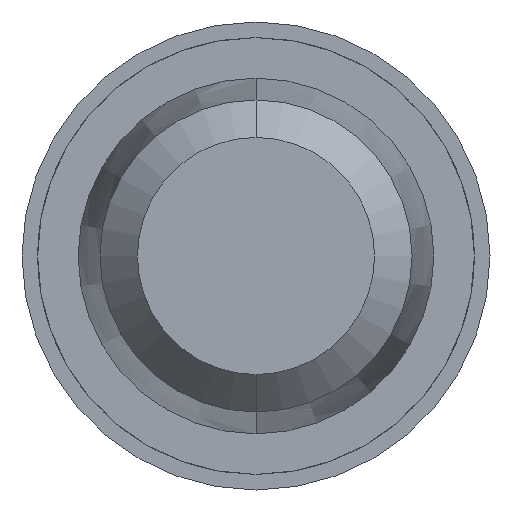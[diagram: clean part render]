
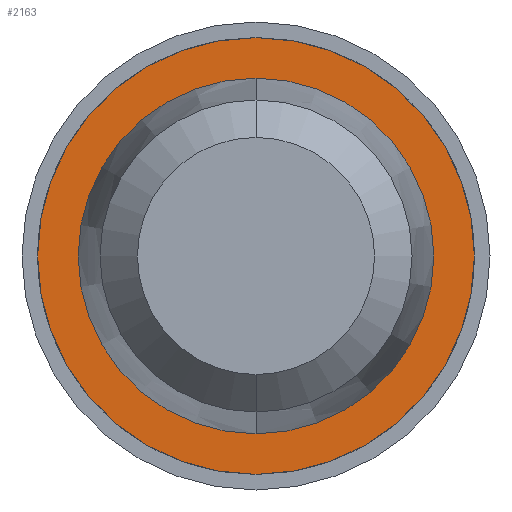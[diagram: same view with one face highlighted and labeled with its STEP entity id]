
A CAD part, front view. The second image highlights one B-rep face of the part: STEP entity #2163.
In plain terms, the highlighted planar face has unit normal (0, -1, 0).
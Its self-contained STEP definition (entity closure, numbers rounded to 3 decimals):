
#5 = CARTESIAN_POINT ( 'NONE',  ( 0., 26., 0.7 ) ) ;
#146 = CARTESIAN_POINT ( 'NONE',  ( 0., 26., -0.57 ) ) ;
#186 = CIRCLE ( 'NONE', #778, 0.7 ) ;
#235 = DIRECTION ( 'NONE',  ( 0., -1., 0. ) ) ;
#485 = CIRCLE ( 'NONE', #3467, 0.57 ) ;
#562 = EDGE_LOOP ( 'NONE', ( #1815, #3957 ) ) ;
#567 = DIRECTION ( 'NONE',  ( 0., 0., -1. ) ) ;
#778 = AXIS2_PLACEMENT_3D ( 'NONE', #1175, #235, #1844 ) ;
#804 = CIRCLE ( 'NONE', #2488, 0.7 ) ;
#953 = DIRECTION ( 'NONE',  ( 0., 0., -1. ) ) ;
#1084 = DIRECTION ( 'NONE',  ( 0., 0., -1. ) ) ;
#1120 = CARTESIAN_POINT ( 'NONE',  ( 0., 26., 0. ) ) ;
#1122 = ORIENTED_EDGE ( 'NONE', *, *, #3057, .F. ) ;
#1175 = CARTESIAN_POINT ( 'NONE',  ( 0., 26., 0. ) ) ;
#1257 = DIRECTION ( 'NONE',  ( 0., -1., 0. ) ) ;
#1568 = CARTESIAN_POINT ( 'NONE',  ( 0.57, 26., 0. ) ) ;
#1702 = EDGE_LOOP ( 'NONE', ( #1122, #2312 ) ) ;
#1815 = ORIENTED_EDGE ( 'NONE', *, *, #2164, .T. ) ;
#1844 = DIRECTION ( 'NONE',  ( 0., 0., -1. ) ) ;
#1859 = AXIS2_PLACEMENT_3D ( 'NONE', #1568, #1257, #567 ) ;
#1962 = EDGE_CURVE ( 'Defeature ausgef�hrt2_13+Defeature ausgef�hrt2_14+Defeature ausgef�hrt2_14+Defeature ausgef�hrt2_14', #2661, #3879, #2630, .T. ) ;
#2163 = ADVANCED_FACE ( 'Defeature ausgef�hrt2_14', ( #3368, #3348 ), #3110, .T. ) ;
#2164 = EDGE_CURVE ( 'Defeature ausgef�hrt2_14+Defeature ausgef�hrt2_15+Defeature ausgef�hrt2_15+Defeature ausgef�hrt2_15', #3468, #2631, #804, .T. ) ;
#2295 = DIRECTION ( 'NONE',  ( 0., 0., -1. ) ) ;
#2312 = ORIENTED_EDGE ( 'NONE', *, *, #1962, .F. ) ;
#2335 = DIRECTION ( 'NONE',  ( 0., -1., 0. ) ) ;
#2374 = AXIS2_PLACEMENT_3D ( 'NONE', #1120, #3896, #1084 ) ;
#2488 = AXIS2_PLACEMENT_3D ( 'NONE', #2491, #3730, #953 ) ;
#2491 = CARTESIAN_POINT ( 'NONE',  ( 0., 26., 0. ) ) ;
#2630 = CIRCLE ( 'NONE', #2374, 0.57 ) ;
#2631 = VERTEX_POINT ( 'NONE', #5 ) ;
#2661 = VERTEX_POINT ( 'NONE', #146 ) ;
#3057 = EDGE_CURVE ( 'Defeature ausgef�hrt2_13+Defeature ausgef�hrt2_14+Defeature ausgef�hrt2_14+Defeature ausgef�hrt2_14', #3879, #2661, #485, .T. ) ;
#3110 = PLANE ( 'NONE',  #1859 ) ;
#3227 = CARTESIAN_POINT ( 'NONE',  ( 0., 26., 0.57 ) ) ;
#3348 = FACE_BOUND ( 'NONE', #1702, .T. ) ;
#3368 = FACE_OUTER_BOUND ( 'NONE', #562, .T. ) ;
#3467 = AXIS2_PLACEMENT_3D ( 'NONE', #3532, #2335, #2295 ) ;
#3468 = VERTEX_POINT ( 'NONE', #3628 ) ;
#3532 = CARTESIAN_POINT ( 'NONE',  ( 0., 26., 0. ) ) ;
#3555 = EDGE_CURVE ( 'Defeature ausgef�hrt2_14+Defeature ausgef�hrt2_15+Defeature ausgef�hrt2_15+Defeature ausgef�hrt2_15', #2631, #3468, #186, .T. ) ;
#3628 = CARTESIAN_POINT ( 'NONE',  ( 0., 26., -0.7 ) ) ;
#3730 = DIRECTION ( 'NONE',  ( 0., -1., 0. ) ) ;
#3879 = VERTEX_POINT ( 'NONE', #3227 ) ;
#3896 = DIRECTION ( 'NONE',  ( 0., -1., 0. ) ) ;
#3957 = ORIENTED_EDGE ( 'NONE', *, *, #3555, .T. ) ;
